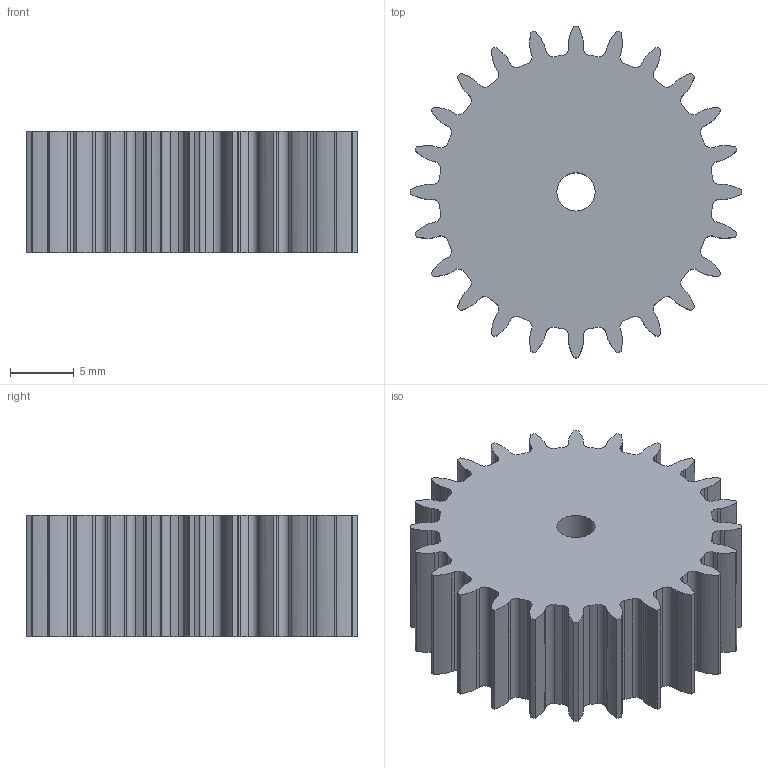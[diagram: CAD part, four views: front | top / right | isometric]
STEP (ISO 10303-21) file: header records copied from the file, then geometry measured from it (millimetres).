
FILE_DESCRIPTION(/* description */ ('','CAx-IF Rec.Pracs.---Representation and Presentation of Product Manufacturing Information (PMI)---4.0---2014-10-13'),/* implementation_level */ '2;1');
FILE_NAME(/* name */ 'driving _gear v1.step',/* time_stamp */ '2024-12-05T19:28:31Z',/* author */ (''),/* organization */ (''),/* preprocessor_version */ 'ST-DEVELOPER v20',/* originating_system */ 'Autodesk Translation Framework v13.20.0.188',/* authorisation */ '');
FILE_SCHEMA (('AP242_MANAGED_MODEL_BASED_3D_ENGINEERING_MIM_LF { 1 0 10303 442 1 1 4 }'));
Length unit declared in the file: millimetre
Products named in the file (1): driving _gear
Bounding box: 26 x 26 x 9.5 mm (x, y, z)
Volume: 3904.4 mm3; surface area: 2342.1 mm2
Topology: 1 solids, 1 shells, 195 faces, 579 edges, 386 vertices
Faces by surface type: cylinder 97, plane 50, bspline 48
Full cylindrical faces by diameter (mm): 3 x1
Entity records: 19226 total; most frequent: CARTESIAN_POINT 14195, ORIENTED_EDGE 1158, DIRECTION 973, EDGE_CURVE 579, VERTEX_POINT 386, AXIS2_PLACEMENT_3D 342, LINE 289, VECTOR 289
